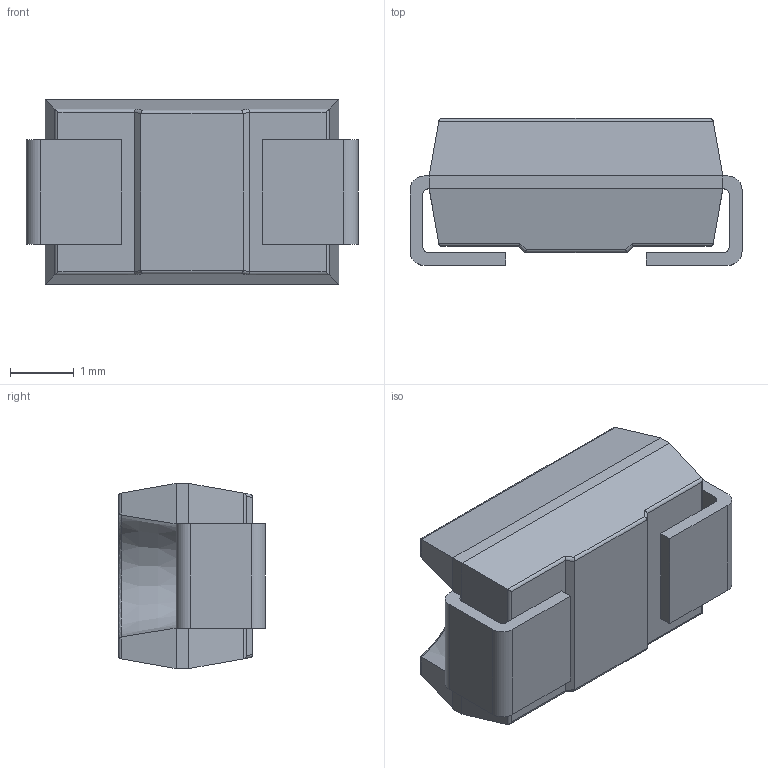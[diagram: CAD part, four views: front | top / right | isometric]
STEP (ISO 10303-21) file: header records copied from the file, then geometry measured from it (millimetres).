
FILE_DESCRIPTION (( 'STEP AP214' ), '1' );
FILE_NAME ('User Library-SMA-1.STEP', '2022-04-01T22:17:15', ( '' ), ( '' ), 'SwSTEP 2.0', 'SolidWorks 2021', '' );
FILE_SCHEMA (( 'AUTOMOTIVE_DESIGN' ));
Length unit declared in the file: millimetre
Products named in the file (1): User Library-SMA-1
Bounding box: 5.2 x 2.3 x 2.9 mm (x, y, z)
Volume: 25.8 mm3; surface area: 72.5 mm2
Topology: 2 solids, 2 shells, 152 faces, 393 edges, 254 vertices
Faces by surface type: plane 97, bspline 28, cylinder 25, cone 1, torus 1
Entity records: 7929 total; most frequent: CARTESIAN_POINT 2766, ORIENTED_EDGE 786, DIRECTION 578, EDGE_CURVE 393, LINE 290, VECTOR 290, VERTEX_POINT 254, EDGE_LOOP 161
